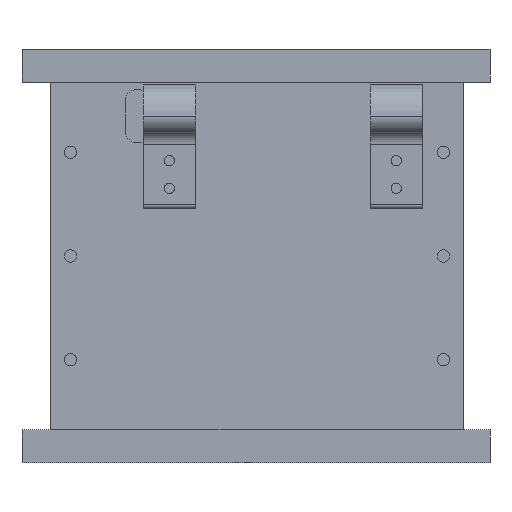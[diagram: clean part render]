
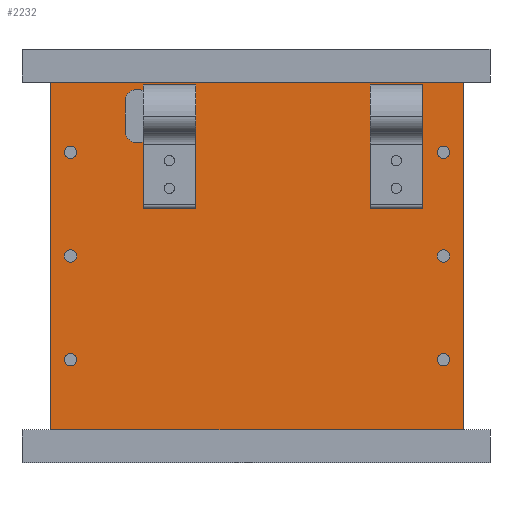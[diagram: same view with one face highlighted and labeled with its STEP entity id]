
A CAD part, left-side view. The second image highlights one B-rep face of the part: STEP entity #2232.
In plain terms, the highlighted face is planar.
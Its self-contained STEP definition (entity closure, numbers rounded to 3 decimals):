
#96=FACE_BOUND('',#442,.T.);
#97=FACE_BOUND('',#443,.T.);
#98=FACE_BOUND('',#444,.T.);
#99=FACE_BOUND('',#445,.T.);
#100=FACE_BOUND('',#446,.T.);
#101=FACE_BOUND('',#447,.T.);
#102=FACE_BOUND('',#448,.T.);
#103=FACE_BOUND('',#449,.T.);
#104=FACE_BOUND('',#450,.T.);
#105=FACE_BOUND('',#451,.T.);
#106=FACE_BOUND('',#452,.T.);
#153=CIRCLE('',#2364,1.25);
#155=CIRCLE('',#2367,1.25);
#157=CIRCLE('',#2370,1.25);
#159=CIRCLE('',#2373,3.);
#161=CIRCLE('',#2377,3.);
#163=CIRCLE('',#2381,1.25);
#165=CIRCLE('',#2384,1.5);
#167=CIRCLE('',#2387,1.5);
#169=CIRCLE('',#2390,1.5);
#171=CIRCLE('',#2393,1.5);
#173=CIRCLE('',#2396,1.5);
#175=CIRCLE('',#2399,1.5);
#313=FACE_OUTER_BOUND('',#441,.T.);
#441=EDGE_LOOP('',(#1759,#1760,#1761,#1762));
#442=EDGE_LOOP('',(#1763));
#443=EDGE_LOOP('',(#1764));
#444=EDGE_LOOP('',(#1765));
#445=EDGE_LOOP('',(#1766,#1767,#1768,#1769));
#446=EDGE_LOOP('',(#1770));
#447=EDGE_LOOP('',(#1771));
#448=EDGE_LOOP('',(#1772));
#449=EDGE_LOOP('',(#1773));
#450=EDGE_LOOP('',(#1774));
#451=EDGE_LOOP('',(#1775));
#452=EDGE_LOOP('',(#1776));
#620=LINE('',#3435,#840);
#624=LINE('',#3445,#844);
#627=LINE('',#3488,#847);
#630=LINE('',#3494,#850);
#633=LINE('',#3500,#853);
#636=LINE('',#3504,#856);
#840=VECTOR('',#2763,10.);
#844=VECTOR('',#2775,10.);
#847=VECTOR('',#2822,10.);
#850=VECTOR('',#2827,10.);
#853=VECTOR('',#2832,10.);
#856=VECTOR('',#2837,10.);
#1046=VERTEX_POINT('',#3410);
#1048=VERTEX_POINT('',#3415);
#1050=VERTEX_POINT('',#3420);
#1053=VERTEX_POINT('',#3426);
#1054=VERTEX_POINT('',#3428);
#1056=VERTEX_POINT('',#3434);
#1058=VERTEX_POINT('',#3440);
#1060=VERTEX_POINT('',#3449);
#1062=VERTEX_POINT('',#3454);
#1064=VERTEX_POINT('',#3459);
#1066=VERTEX_POINT('',#3464);
#1068=VERTEX_POINT('',#3469);
#1070=VERTEX_POINT('',#3474);
#1072=VERTEX_POINT('',#3479);
#1075=VERTEX_POINT('',#3485);
#1076=VERTEX_POINT('',#3487);
#1078=VERTEX_POINT('',#3493);
#1080=VERTEX_POINT('',#3499);
#1294=EDGE_CURVE('',#1046,#1046,#153,.T.);
#1296=EDGE_CURVE('',#1048,#1048,#155,.T.);
#1298=EDGE_CURVE('',#1050,#1050,#157,.T.);
#1301=EDGE_CURVE('',#1054,#1053,#159,.T.);
#1304=EDGE_CURVE('',#1056,#1054,#620,.T.);
#1307=EDGE_CURVE('',#1058,#1056,#161,.T.);
#1310=EDGE_CURVE('',#1053,#1058,#624,.T.);
#1312=EDGE_CURVE('',#1060,#1060,#163,.T.);
#1314=EDGE_CURVE('',#1062,#1062,#165,.T.);
#1316=EDGE_CURVE('',#1064,#1064,#167,.T.);
#1318=EDGE_CURVE('',#1066,#1066,#169,.T.);
#1320=EDGE_CURVE('',#1068,#1068,#171,.T.);
#1322=EDGE_CURVE('',#1070,#1070,#173,.T.);
#1324=EDGE_CURVE('',#1072,#1072,#175,.T.);
#1327=EDGE_CURVE('',#1076,#1075,#627,.T.);
#1330=EDGE_CURVE('',#1078,#1076,#630,.T.);
#1333=EDGE_CURVE('',#1080,#1078,#633,.T.);
#1336=EDGE_CURVE('',#1075,#1080,#636,.T.);
#1759=ORIENTED_EDGE('',*,*,#1336,.T.);
#1760=ORIENTED_EDGE('',*,*,#1333,.T.);
#1761=ORIENTED_EDGE('',*,*,#1330,.T.);
#1762=ORIENTED_EDGE('',*,*,#1327,.T.);
#1763=ORIENTED_EDGE('',*,*,#1294,.T.);
#1764=ORIENTED_EDGE('',*,*,#1296,.T.);
#1765=ORIENTED_EDGE('',*,*,#1298,.T.);
#1766=ORIENTED_EDGE('',*,*,#1307,.T.);
#1767=ORIENTED_EDGE('',*,*,#1304,.T.);
#1768=ORIENTED_EDGE('',*,*,#1301,.T.);
#1769=ORIENTED_EDGE('',*,*,#1310,.T.);
#1770=ORIENTED_EDGE('',*,*,#1312,.T.);
#1771=ORIENTED_EDGE('',*,*,#1314,.T.);
#1772=ORIENTED_EDGE('',*,*,#1316,.T.);
#1773=ORIENTED_EDGE('',*,*,#1318,.T.);
#1774=ORIENTED_EDGE('',*,*,#1320,.T.);
#1775=ORIENTED_EDGE('',*,*,#1322,.T.);
#1776=ORIENTED_EDGE('',*,*,#1324,.T.);
#2135=PLANE('',#2404);
#2232=ADVANCED_FACE('',(#313,#96,#97,#98,#99,#100,#101,#102,#103,#104,#105,
#106),#2135,.T.);
#2364=AXIS2_PLACEMENT_3D('',#3411,#2738,#2739);
#2367=AXIS2_PLACEMENT_3D('',#3416,#2744,#2745);
#2370=AXIS2_PLACEMENT_3D('',#3421,#2750,#2751);
#2373=AXIS2_PLACEMENT_3D('',#3429,#2757,#2758);
#2377=AXIS2_PLACEMENT_3D('',#3441,#2769,#2770);
#2381=AXIS2_PLACEMENT_3D('',#3450,#2780,#2781);
#2384=AXIS2_PLACEMENT_3D('',#3455,#2786,#2787);
#2387=AXIS2_PLACEMENT_3D('',#3460,#2792,#2793);
#2390=AXIS2_PLACEMENT_3D('',#3465,#2798,#2799);
#2393=AXIS2_PLACEMENT_3D('',#3470,#2804,#2805);
#2396=AXIS2_PLACEMENT_3D('',#3475,#2810,#2811);
#2399=AXIS2_PLACEMENT_3D('',#3480,#2816,#2817);
#2404=AXIS2_PLACEMENT_3D('',#3505,#2838,#2839);
#2738=DIRECTION('center_axis',(-1.,0.,0.));
#2739=DIRECTION('ref_axis',(0.,0.,-1.));
#2744=DIRECTION('center_axis',(-1.,0.,0.));
#2745=DIRECTION('ref_axis',(0.,0.,-1.));
#2750=DIRECTION('center_axis',(-1.,0.,0.));
#2751=DIRECTION('ref_axis',(0.,0.,-1.));
#2757=DIRECTION('center_axis',(-1.,0.,0.));
#2758=DIRECTION('ref_axis',(0.,1.,0.));
#2763=DIRECTION('',(0.,0.,1.));
#2769=DIRECTION('center_axis',(-1.,0.,0.));
#2770=DIRECTION('ref_axis',(0.,-1.,0.));
#2775=DIRECTION('',(0.,0.,-1.));
#2780=DIRECTION('center_axis',(-1.,0.,0.));
#2781=DIRECTION('ref_axis',(0.,0.,-1.));
#2786=DIRECTION('center_axis',(-1.,0.,0.));
#2787=DIRECTION('ref_axis',(0.,0.,-1.));
#2792=DIRECTION('center_axis',(-1.,0.,0.));
#2793=DIRECTION('ref_axis',(0.,0.,-1.));
#2798=DIRECTION('center_axis',(-1.,0.,0.));
#2799=DIRECTION('ref_axis',(0.,0.,-1.));
#2804=DIRECTION('center_axis',(-1.,0.,0.));
#2805=DIRECTION('ref_axis',(0.,0.,-1.));
#2810=DIRECTION('center_axis',(-1.,0.,0.));
#2811=DIRECTION('ref_axis',(0.,0.,-1.));
#2816=DIRECTION('center_axis',(-1.,0.,0.));
#2817=DIRECTION('ref_axis',(0.,0.,-1.));
#2822=DIRECTION('',(0.,0.,1.));
#2827=DIRECTION('',(0.,1.,0.));
#2832=DIRECTION('',(0.,0.,-1.));
#2837=DIRECTION('',(0.,-1.,0.));
#2838=DIRECTION('center_axis',(1.,0.,0.));
#2839=DIRECTION('ref_axis',(0.,0.,-1.));
#3410=CARTESIAN_POINT('',(112.607,80.775,-99.673));
#3411=CARTESIAN_POINT('Origin',(112.607,80.775,-100.923));
#3415=CARTESIAN_POINT('',(112.607,80.775,-92.96));
#3416=CARTESIAN_POINT('Origin',(112.607,80.775,-94.21));
#3420=CARTESIAN_POINT('',(112.607,25.775,-92.96));
#3421=CARTESIAN_POINT('Origin',(112.607,25.775,-94.21));
#3426=CARTESIAN_POINT('',(112.607,91.53,-108.235));
#3428=CARTESIAN_POINT('',(112.607,85.53,-108.235));
#3429=CARTESIAN_POINT('Origin',(112.607,88.53,-108.235));
#3434=CARTESIAN_POINT('',(112.607,85.53,-115.235));
#3435=CARTESIAN_POINT('',(112.607,85.53,-96.518));
#3440=CARTESIAN_POINT('',(112.607,91.53,-115.235));
#3441=CARTESIAN_POINT('Origin',(112.607,88.53,-115.235));
#3445=CARTESIAN_POINT('',(112.607,91.53,-93.018));
#3449=CARTESIAN_POINT('',(112.607,25.775,-99.673));
#3450=CARTESIAN_POINT('Origin',(112.607,25.775,-100.923));
#3454=CARTESIAN_POINT('',(112.607,14.288,-51.139));
#3455=CARTESIAN_POINT('Origin',(112.607,14.288,-52.639));
#3459=CARTESIAN_POINT('',(112.607,104.763,-51.139));
#3460=CARTESIAN_POINT('Origin',(112.607,104.763,-52.639));
#3464=CARTESIAN_POINT('',(112.607,14.288,-76.302));
#3465=CARTESIAN_POINT('Origin',(112.607,14.288,-77.802));
#3469=CARTESIAN_POINT('',(112.607,104.763,-101.464));
#3470=CARTESIAN_POINT('Origin',(112.607,104.763,-102.964));
#3474=CARTESIAN_POINT('',(112.607,104.763,-76.302));
#3475=CARTESIAN_POINT('Origin',(112.607,104.763,-77.802));
#3479=CARTESIAN_POINT('',(112.607,14.288,-101.464));
#3480=CARTESIAN_POINT('Origin',(112.607,14.288,-102.964));
#3485=CARTESIAN_POINT('',(112.607,109.525,-35.639));
#3487=CARTESIAN_POINT('',(112.607,109.525,-119.964));
#3488=CARTESIAN_POINT('',(112.607,109.525,-119.964));
#3493=CARTESIAN_POINT('',(112.607,9.525,-119.964));
#3494=CARTESIAN_POINT('',(112.607,9.525,-119.964));
#3499=CARTESIAN_POINT('',(112.607,9.525,-35.639));
#3500=CARTESIAN_POINT('',(112.607,9.525,-35.639));
#3504=CARTESIAN_POINT('',(112.607,109.525,-35.639));
#3505=CARTESIAN_POINT('Origin',(112.607,59.525,-77.802));
